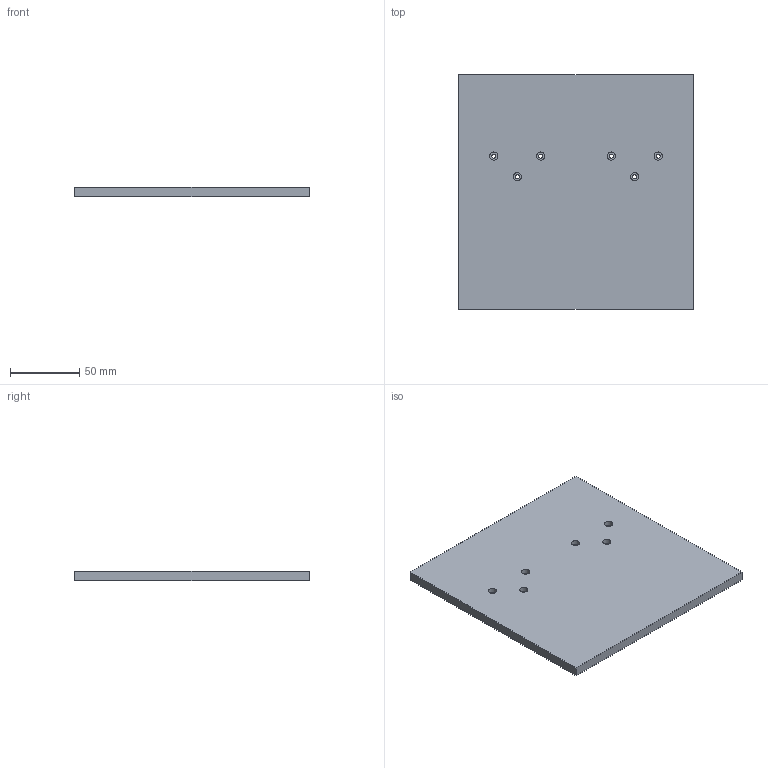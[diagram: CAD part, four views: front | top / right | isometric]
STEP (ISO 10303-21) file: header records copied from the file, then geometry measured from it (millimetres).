
FILE_DESCRIPTION(/* description */ (''),/* implementation_level */ '2;1');
FILE_NAME(/* name */ 'bottom_plate.step',/* time_stamp */ '2025-06-17T16:16:28+02:00',/* author */ (''),/* organization */ (''),/* preprocessor_version */ 'ST-DEVELOPER v20',/* originating_system */ 'Autodesk Translation Framework v13.14.0.145',/* authorisation */ '');
FILE_SCHEMA (('AUTOMOTIVE_DESIGN { 1 0 10303 214 3 1 1 }'));
Length unit declared in the file: millimetre
Products named in the file (1): bottom_plate
Bounding box: 170 x 170 x 7 mm (x, y, z)
Volume: 201505.2 mm3; surface area: 63160 mm2
Topology: 1 solids, 1 shells, 174 faces, 456 edges, 304 vertices
Faces by surface type: plane 83, bspline 79, cylinder 12
Full cylindrical faces by diameter (mm): 3 x6, 6 x6
Entity records: 6111 total; most frequent: CARTESIAN_POINT 2278, ORIENTED_EDGE 912, DIRECTION 514, EDGE_CURVE 456, VERTEX_POINT 304, LINE 274, VECTOR 274, EDGE_LOOP 206
